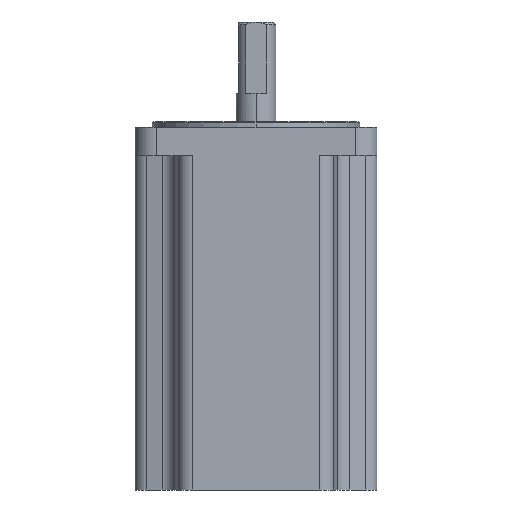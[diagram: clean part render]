
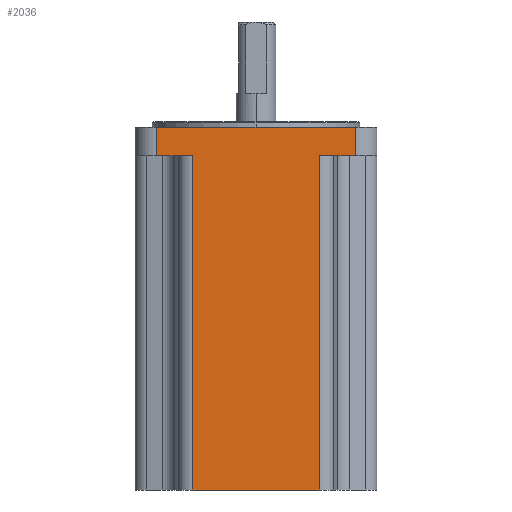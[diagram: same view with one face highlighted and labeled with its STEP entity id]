
A CAD part, left-side view. The second image highlights one B-rep face of the part: STEP entity #2036.
In plain terms, the highlighted planar face has unit normal (-1, 0, 0).
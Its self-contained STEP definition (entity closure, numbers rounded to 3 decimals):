
#25 = VECTOR ( 'NONE', #903, 1000. ) ;
#93 = VECTOR ( 'NONE', #891, 1000. ) ;
#94 = VECTOR ( 'NONE', #893, 1000. ) ;
#95 = VECTOR ( 'NONE', #895, 1000. ) ;
#96 = VECTOR ( 'NONE', #897, 1000. ) ;
#97 = VECTOR ( 'NONE', #899, 1000. ) ;
#98 = VECTOR ( 'NONE', #901, 1000. ) ;
#128 = VECTOR ( 'NONE', #889, 1000. ) ;
#200 = EDGE_CURVE ( 'NONE', #1903, #1902, #1947, .T. ) ;
#201 = EDGE_CURVE ( 'NONE', #1857, #1902, #1948, .T. ) ;
#202 = EDGE_CURVE ( 'NONE', #1903, #1853, #1949, .T. ) ;
#203 = EDGE_CURVE ( 'NONE', #1853, #1904, #1950, .T. ) ;
#204 = EDGE_CURVE ( 'NONE', #1904, #1850, #1951, .T. ) ;
#205 = EDGE_CURVE ( 'NONE', #1869, #1850, #1952, .T. ) ;
#206 = EDGE_CURVE ( 'NONE', #1851, #1869, #1953, .T. ) ;
#207 = EDGE_CURVE ( 'NONE', #1851, #1857, #1954, .T. ) ;
#369 = AXIS2_PLACEMENT_3D ( 'NONE', #548, #549, #550 ) ;
#547 = PLANE ( 'NONE',  #369 ) ;
#548 = CARTESIAN_POINT ( 'NONE',  ( -42.5, -34.9, 127.5 ) ) ;
#549 = DIRECTION ( 'NONE',  ( 1., 0., 0. ) ) ;
#550 = DIRECTION ( 'NONE',  ( 0., 1., 0. ) ) ;
#888 = CARTESIAN_POINT ( 'NONE',  ( -42.5, 22.358, 0. ) ) ;
#889 = DIRECTION ( 'NONE',  ( 0., 0., 1. ) ) ;
#890 = CARTESIAN_POINT ( 'NONE',  ( -42.5, 22.358, 117.5 ) ) ;
#891 = DIRECTION ( 'NONE',  ( 0., -1., 0. ) ) ;
#892 = CARTESIAN_POINT ( 'NONE',  ( -42.5, -34.9, 0. ) ) ;
#893 = DIRECTION ( 'NONE',  ( 0., -1., 0. ) ) ;
#894 = CARTESIAN_POINT ( 'NONE',  ( -42.5, -22.358, 0. ) ) ;
#895 = DIRECTION ( 'NONE',  ( 0., 0., 1. ) ) ;
#896 = CARTESIAN_POINT ( 'NONE',  ( -42.5, -34.9, 117.5 ) ) ;
#897 = DIRECTION ( 'NONE',  ( 0., -1., 0. ) ) ;
#898 = CARTESIAN_POINT ( 'NONE',  ( -42.5, -34.9, 127.5 ) ) ;
#899 = DIRECTION ( 'NONE',  ( 0., 0., -1. ) ) ;
#900 = CARTESIAN_POINT ( 'NONE',  ( -42.5, -34.9, 127.5 ) ) ;
#901 = DIRECTION ( 'NONE',  ( 0., -1., 0. ) ) ;
#902 = CARTESIAN_POINT ( 'NONE',  ( -42.5, 34.9, 127.5 ) ) ;
#903 = DIRECTION ( 'NONE',  ( 0., 0., -1. ) ) ;
#1093 = CARTESIAN_POINT ( 'NONE',  ( -42.5, -34.9, 117.5 ) ) ;
#1094 = CARTESIAN_POINT ( 'NONE',  ( -42.5, 34.9, 127.5 ) ) ;
#1096 = CARTESIAN_POINT ( 'NONE',  ( -42.5, -22.358, 0. ) ) ;
#1100 = CARTESIAN_POINT ( 'NONE',  ( -42.5, 34.9, 117.5 ) ) ;
#1112 = CARTESIAN_POINT ( 'NONE',  ( -42.5, -34.9, 127.5 ) ) ;
#1145 = CARTESIAN_POINT ( 'NONE',  ( -42.5, 22.358, 117.5 ) ) ;
#1146 = CARTESIAN_POINT ( 'NONE',  ( -42.5, 22.358, 0. ) ) ;
#1147 = CARTESIAN_POINT ( 'NONE',  ( -42.5, -22.358, 117.5 ) ) ;
#1312 = FACE_OUTER_BOUND ( 'NONE', #1446, .T. ) ;
#1446 = EDGE_LOOP ( 'NONE', ( #1540, #1542, #1541, #1543, #1544, #1545, #1546, #1547 ) ) ;
#1540 = ORIENTED_EDGE ( 'NONE', *, *, #201, .T. ) ;
#1541 = ORIENTED_EDGE ( 'NONE', *, *, #202, .T. ) ;
#1542 = ORIENTED_EDGE ( 'NONE', *, *, #200, .F. ) ;
#1543 = ORIENTED_EDGE ( 'NONE', *, *, #203, .T. ) ;
#1544 = ORIENTED_EDGE ( 'NONE', *, *, #204, .T. ) ;
#1545 = ORIENTED_EDGE ( 'NONE', *, *, #205, .F. ) ;
#1546 = ORIENTED_EDGE ( 'NONE', *, *, #206, .F. ) ;
#1547 = ORIENTED_EDGE ( 'NONE', *, *, #207, .T. ) ;
#1850 = VERTEX_POINT ( 'NONE', #1093 ) ;
#1851 = VERTEX_POINT ( 'NONE', #1094 ) ;
#1853 = VERTEX_POINT ( 'NONE', #1096 ) ;
#1857 = VERTEX_POINT ( 'NONE', #1100 ) ;
#1869 = VERTEX_POINT ( 'NONE', #1112 ) ;
#1902 = VERTEX_POINT ( 'NONE', #1145 ) ;
#1903 = VERTEX_POINT ( 'NONE', #1146 ) ;
#1904 = VERTEX_POINT ( 'NONE', #1147 ) ;
#1947 = LINE ( 'NONE', #888, #128 ) ;
#1948 = LINE ( 'NONE', #890, #93 ) ;
#1949 = LINE ( 'NONE', #892, #94 ) ;
#1950 = LINE ( 'NONE', #894, #95 ) ;
#1951 = LINE ( 'NONE', #896, #96 ) ;
#1952 = LINE ( 'NONE', #898, #97 ) ;
#1953 = LINE ( 'NONE', #900, #98 ) ;
#1954 = LINE ( 'NONE', #902, #25 ) ;
#2036 = ADVANCED_FACE ( 'NONE', ( #1312 ), #547, .F. ) ;
